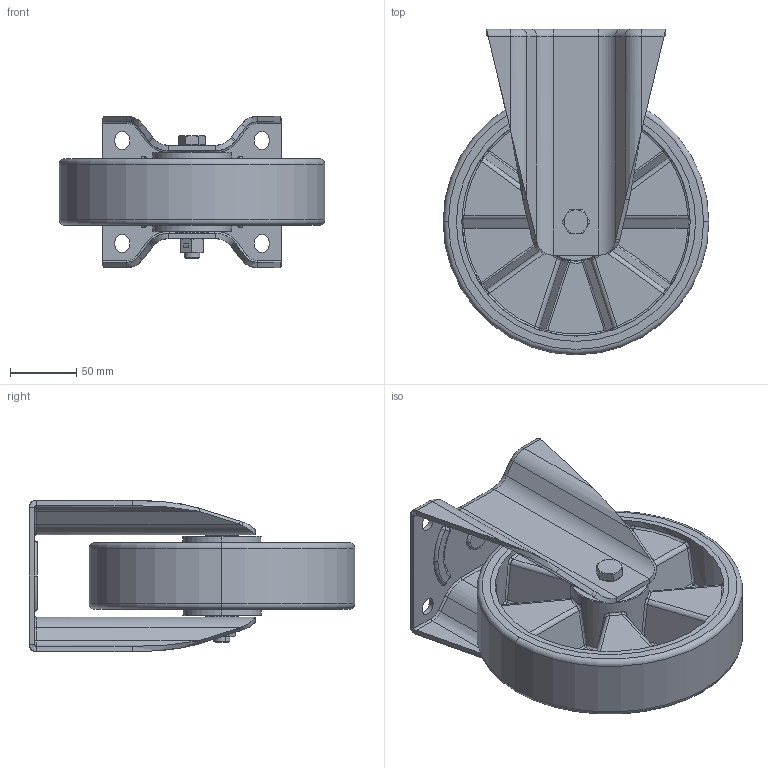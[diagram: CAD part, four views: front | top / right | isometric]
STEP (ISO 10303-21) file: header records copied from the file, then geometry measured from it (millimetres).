
FILE_DESCRIPTION (( 'STEP AP214' ), '1' );
FILE_NAME ('0030969BL_B-IG-PUZA-200-K.STEP', '2018-02-20T10:39:11', ( '' ), ( '' ), 'SwSTEP 2.0', 'SolidWorks 2018', '' );
FILE_SCHEMA (( 'AUTOMOTIVE_DESIGN' ));
Length unit declared in the file: millimetre
Products named in the file (1): 0030969BL_B-IG-PUZA-200-K
Bounding box: 200 x 245 x 114 mm (x, y, z)
Surface area: 330257.5 mm2 (no closed solid volume)
Topology: 0 solids, 10 shells, 594 faces, 1365 edges, 791 vertices
Faces by surface type: cylinder 156, plane 154, bspline 96, torus 86, cone 56, sphere 46
Entity records: 27421 total; most frequent: CARTESIAN_POINT 7997, DIRECTION 2782, ORIENTED_EDGE 2650, EDGE_CURVE 1357, AXIS2_PLACEMENT_3D 1186, VERTEX_POINT 787, CIRCLE 687, EDGE_LOOP 638
